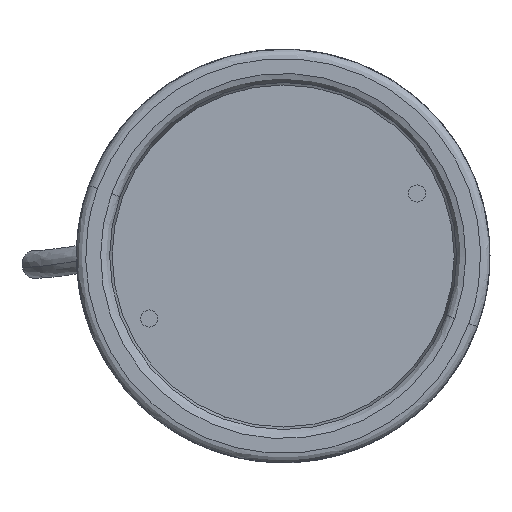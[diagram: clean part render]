
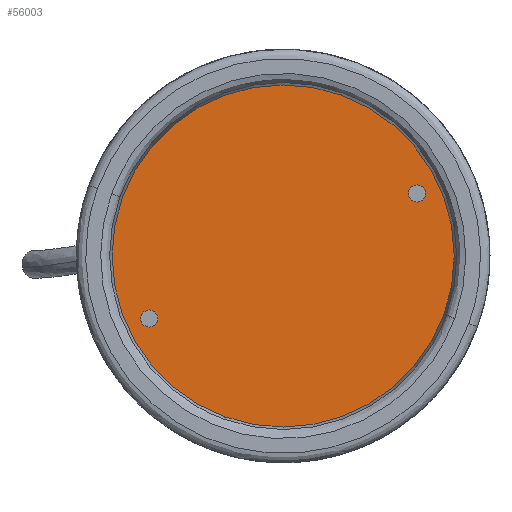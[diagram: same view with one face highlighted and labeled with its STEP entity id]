
A CAD part, front view. The second image highlights one B-rep face of the part: STEP entity #56003.
In plain terms, the highlighted planar face has unit normal (0, -1, 0).
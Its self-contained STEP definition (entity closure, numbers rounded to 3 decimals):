
#1314 = VERTEX_POINT ( 'NONE', #8261 ) ;
#1708 = DIRECTION ( 'NONE',  ( 0., -1., 0. ) ) ;
#2951 = CARTESIAN_POINT ( 'NONE',  ( -33.588, 5.2, -33.588 ) ) ;
#4259 = CIRCLE ( 'NONE', #27313, 2.75 ) ;
#5082 = VERTEX_POINT ( 'NONE', #32257 ) ;
#6216 = CARTESIAN_POINT ( 'NONE',  ( 33.588, 5.2, 33.588 ) ) ;
#6345 = CARTESIAN_POINT ( 'NONE',  ( -30.838, 5.2, -33.588 ) ) ;
#7104 = DIRECTION ( 'NONE',  ( 0., 0., -1. ) ) ;
#7727 = CARTESIAN_POINT ( 'NONE',  ( 0., 5.2, -55. ) ) ;
#7945 = AXIS2_PLACEMENT_3D ( 'NONE', #49252, #21522, #21235 ) ;
#8261 = CARTESIAN_POINT ( 'NONE',  ( 0., 5.2, 55. ) ) ;
#9382 = AXIS2_PLACEMENT_3D ( 'NONE', #54267, #32207, #18078 ) ;
#10917 = VERTEX_POINT ( 'NONE', #34489 ) ;
#11885 = ORIENTED_EDGE ( 'NONE', *, *, #57552, .T. ) ;
#12249 = EDGE_CURVE ( 'NONE', #32974, #56566, #41583, .T. ) ;
#13245 = DIRECTION ( 'NONE',  ( 0., 0., -1. ) ) ;
#14527 = VERTEX_POINT ( 'NONE', #7727 ) ;
#15384 = AXIS2_PLACEMENT_3D ( 'NONE', #57422, #38706, #20930 ) ;
#16431 = FACE_OUTER_BOUND ( 'NONE', #19225, .T. ) ;
#17288 = ORIENTED_EDGE ( 'NONE', *, *, #37914, .F. ) ;
#18078 = DIRECTION ( 'NONE',  ( 1., 0., 0. ) ) ;
#19225 = EDGE_LOOP ( 'NONE', ( #52043, #11885 ) ) ;
#20930 = DIRECTION ( 'NONE',  ( 0., 0., 1. ) ) ;
#21014 = DIRECTION ( 'NONE',  ( 1., 0., 0. ) ) ;
#21235 = DIRECTION ( 'NONE',  ( 1., 0., 0. ) ) ;
#21246 = CARTESIAN_POINT ( 'NONE',  ( 0., 5.2, 0. ) ) ;
#21522 = DIRECTION ( 'NONE',  ( 0., -1., 0. ) ) ;
#22265 = DIRECTION ( 'NONE',  ( 0., -1., 0. ) ) ;
#23426 = EDGE_LOOP ( 'NONE', ( #35591, #50121 ) ) ;
#23922 = EDGE_CURVE ( 'NONE', #56566, #32974, #33889, .T. ) ;
#24607 = DIRECTION ( 'NONE',  ( 0., -1., 0. ) ) ;
#26014 = CIRCLE ( 'NONE', #45311, 55. ) ;
#27313 = AXIS2_PLACEMENT_3D ( 'NONE', #6216, #1708, #52321 ) ;
#32207 = DIRECTION ( 'NONE',  ( 0., -1., 0. ) ) ;
#32257 = CARTESIAN_POINT ( 'NONE',  ( 36.338, 5.2, 33.588 ) ) ;
#32614 = CIRCLE ( 'NONE', #43215, 55. ) ;
#32974 = VERTEX_POINT ( 'NONE', #45508 ) ;
#33388 = CIRCLE ( 'NONE', #9382, 2.75 ) ;
#33889 = CIRCLE ( 'NONE', #39684, 2.75 ) ;
#34489 = CARTESIAN_POINT ( 'NONE',  ( 30.838, 5.2, 33.588 ) ) ;
#35081 = PLANE ( 'NONE',  #15384 ) ;
#35591 = ORIENTED_EDGE ( 'NONE', *, *, #23922, .F. ) ;
#37914 = EDGE_CURVE ( 'NONE', #10917, #5082, #33388, .T. ) ;
#38706 = DIRECTION ( 'NONE',  ( 0., 1., 0. ) ) ;
#39684 = AXIS2_PLACEMENT_3D ( 'NONE', #2951, #24607, #21014 ) ;
#40458 = EDGE_CURVE ( 'NONE', #5082, #10917, #4259, .T. ) ;
#41583 = CIRCLE ( 'NONE', #7945, 2.75 ) ;
#43215 = AXIS2_PLACEMENT_3D ( 'NONE', #21246, #53512, #7104 ) ;
#44578 = CARTESIAN_POINT ( 'NONE',  ( 0., 5.2, 0. ) ) ;
#45311 = AXIS2_PLACEMENT_3D ( 'NONE', #44578, #22265, #13245 ) ;
#45508 = CARTESIAN_POINT ( 'NONE',  ( -36.338, 5.2, -33.588 ) ) ;
#48363 = FACE_BOUND ( 'NONE', #58297, .T. ) ;
#49252 = CARTESIAN_POINT ( 'NONE',  ( -33.588, 5.2, -33.588 ) ) ;
#50121 = ORIENTED_EDGE ( 'NONE', *, *, #12249, .F. ) ;
#50262 = EDGE_CURVE ( 'NONE', #14527, #1314, #32614, .T. ) ;
#52043 = ORIENTED_EDGE ( 'NONE', *, *, #50262, .T. ) ;
#52321 = DIRECTION ( 'NONE',  ( 1., 0., 0. ) ) ;
#53512 = DIRECTION ( 'NONE',  ( 0., -1., 0. ) ) ;
#53876 = ORIENTED_EDGE ( 'NONE', *, *, #40458, .F. ) ;
#54267 = CARTESIAN_POINT ( 'NONE',  ( 33.588, 5.2, 33.588 ) ) ;
#56003 = ADVANCED_FACE ( 'NONE', ( #48363, #57723, #16431 ), #35081, .F. ) ;
#56566 = VERTEX_POINT ( 'NONE', #6345 ) ;
#57422 = CARTESIAN_POINT ( 'NONE',  ( -110., 5.2, -110. ) ) ;
#57552 = EDGE_CURVE ( 'NONE', #1314, #14527, #26014, .T. ) ;
#57723 = FACE_BOUND ( 'NONE', #23426, .T. ) ;
#58297 = EDGE_LOOP ( 'NONE', ( #53876, #17288 ) ) ;
